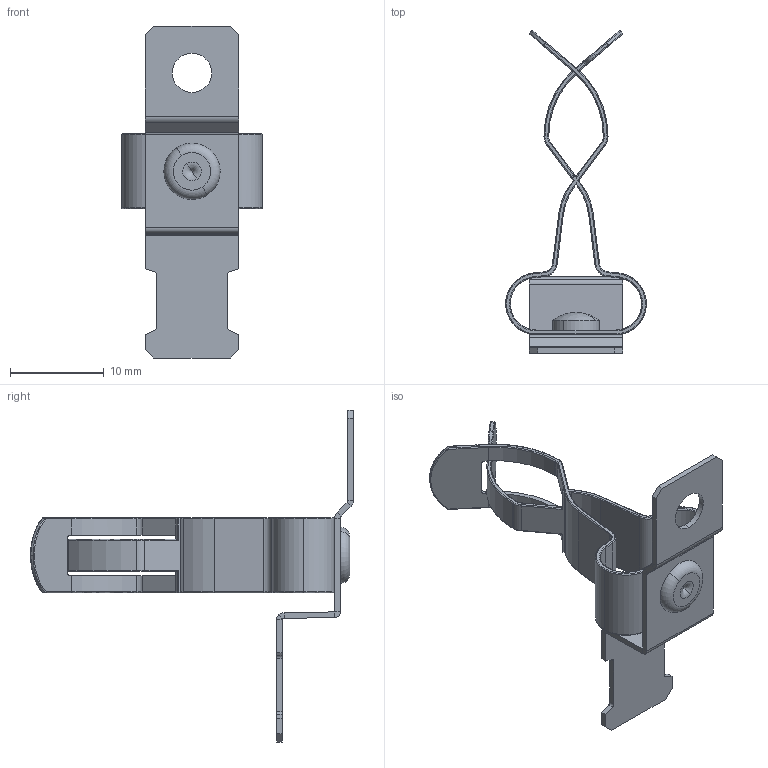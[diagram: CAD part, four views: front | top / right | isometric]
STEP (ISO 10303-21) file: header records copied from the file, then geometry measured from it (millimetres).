
FILE_DESCRIPTION (( 'STEP AP214' ), '1' );
FILE_NAME ('1022-221.STEP', '2024-03-14T08:40:53', ( '' ), ( '' ), 'SwSTEP 2.0', 'SolidWorks 2022', '' );
FILE_SCHEMA (( 'AUTOMOTIVE_DESIGN' ));
Length unit declared in the file: millimetre
Products named in the file (4): 1011-002; 3x1,5_1mm Blechstärke; 1022-221; 1022-064.
Assembly tree (3 placements, depth 2):
  1022-221
    1011-002
    1022-064.
    3x1,5_1mm Blechstärke
Bounding box: 15 x 34.44 x 35.4 mm (x, y, z)
Volume: 575.5 mm3; surface area: 2242.6 mm2
Topology: 3 solids, 3 shells, 413 faces, 1016 edges, 610 vertices
Faces by surface type: plane 158, cylinder 141, bspline 108, torus 4, sphere 2
Entity records: 14903 total; most frequent: CARTESIAN_POINT 5563, ORIENTED_EDGE 2012, DIRECTION 1801, EDGE_CURVE 1006, AXIS2_PLACEMENT_3D 616, VERTEX_POINT 610, VECTOR 569, LINE 569
